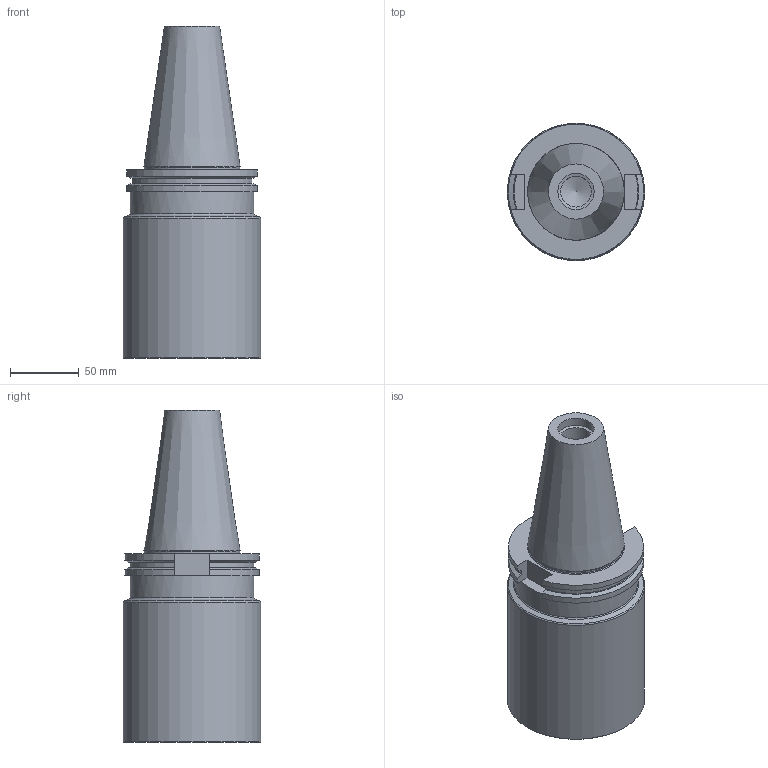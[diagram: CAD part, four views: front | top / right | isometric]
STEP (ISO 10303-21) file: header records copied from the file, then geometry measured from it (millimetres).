
FILE_DESCRIPTION(/* description */ (''),/* implementation_level */ '2;1');
FILE_NAME(/* name */ '2407_1_3d.stp',/* time_stamp */ '2017-02-08T08:00:00+01:00',/* author */ (''),/* organization */ ('SMS'),/* preprocessor_version */ 'ST-DEVELOPER v15',/* originating_system */ 'SIEMENS PLM Software NX 8.5',/* authorisation */ '');
FILE_SCHEMA (('AUTOMOTIVE_DESIGN { 1 0 10303 214 3 1 1 1 }'));
Length unit declared in the file: millimetre
Products named in the file (1): 2407_1_3D
Bounding box: 100 x 100 x 241.6 mm (x, y, z)
Volume: 1263815 mm3; surface area: 81439.3 mm2
Topology: 1 solids, 1 shells, 41 faces, 104 edges, 65 vertices
Faces by surface type: plane 17, cylinder 11, cone 10, torus 3
Full cylindrical faces by diameter (mm): 22.5 x1, 26.375 x1, 69.4 x1, 90 x1, 100 x1
Entity records: 1180 total; most frequent: CARTESIAN_POINT 220, DIRECTION 201, ORIENTED_EDGE 170, EDGE_CURVE 85, AXIS2_PLACEMENT_3D 80, VERTEX_POINT 61, EDGE_LOOP 55, ADVANCED_FACE 41
